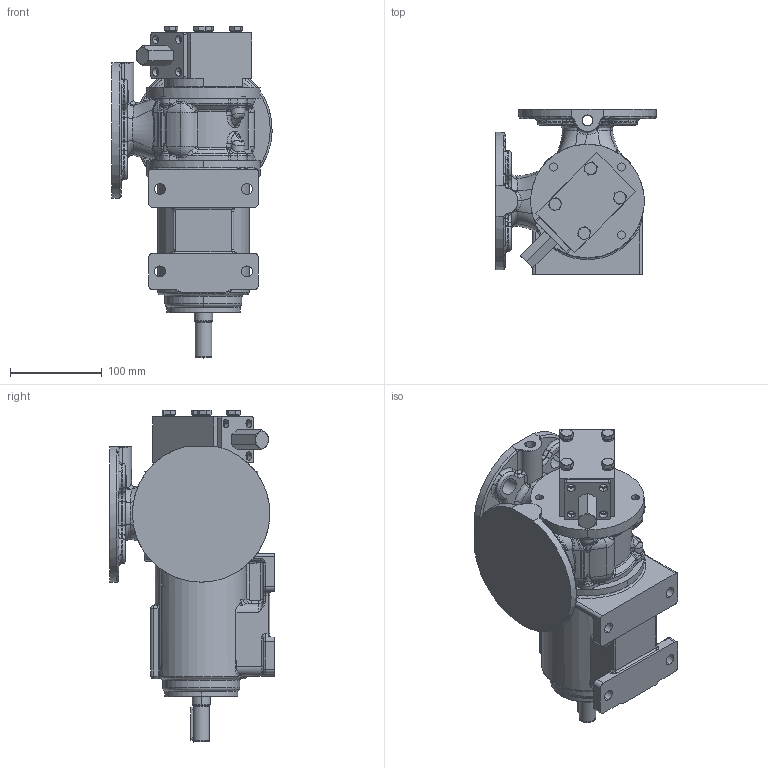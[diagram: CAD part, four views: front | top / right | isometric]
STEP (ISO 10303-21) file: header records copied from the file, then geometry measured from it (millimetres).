
FILE_DESCRIPTION((''),'2;1');
FILE_NAME('R_40_K_BF_Y','2019-03-06T14:59:22',('Nicola'),(''),'CREO PARAMETRIC BY PTC INC, 2017110','CREO PARAMETRIC BY PTC INC, 2017110','');
FILE_SCHEMA(('CONFIG_CONTROL_DESIGN'));
Products named in the file (1): R_40_K_BF_Y
Bounding box: 174.99 x 180 x 362.5 mm (x, y, z)
Volume: 3342151 mm3; surface area: 320982.1 mm2
Topology: 2 solids, 2 shells, 1429 faces, 3438 edges, 2032 vertices
Faces by surface type: bspline 558, cylinder 354, plane 273, torus 138, cone 76, sphere 24, extrusion 6
Entity records: 98265 total; most frequent: CARTESIAN_POINT 68734, ORIENTED_EDGE 6840, DIRECTION 5304, EDGE_CURVE 3420, AXIS2_PLACEMENT_3D 2209, VERTEX_POINT 2032, EDGE_LOOP 1514, FACE_OUTER_BOUND 1429
